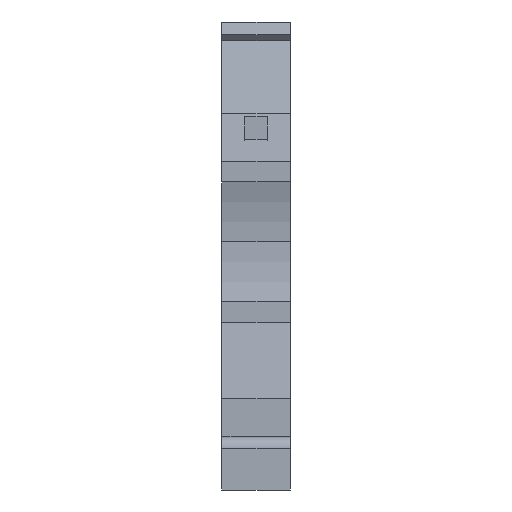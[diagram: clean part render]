
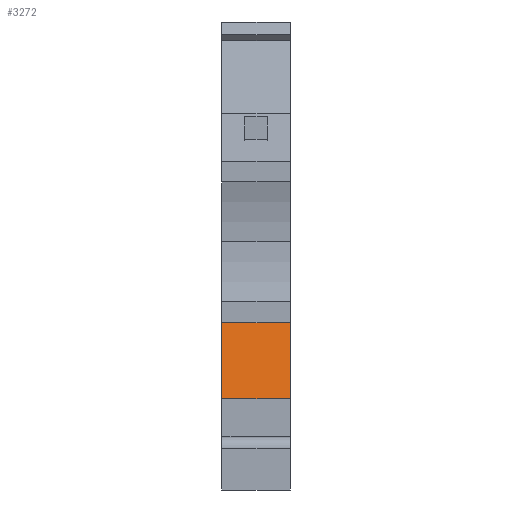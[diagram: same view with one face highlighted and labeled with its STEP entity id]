
A CAD part, front view. The second image highlights one B-rep face of the part: STEP entity #3272.
In plain terms, the highlighted face is planar.
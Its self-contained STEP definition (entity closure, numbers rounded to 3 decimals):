
#479=CARTESIAN_POINT('',(-179.709,617.746,5.475));
#480=VERTEX_POINT('',#479);
#487=CARTESIAN_POINT('',(-180.721,612.008,5.475));
#488=VERTEX_POINT('',#487);
#489=CARTESIAN_POINT('',(-180.721,612.008,5.475));
#490=DIRECTION('',(0.174,0.985,0.));
#491=VECTOR('',#490,5.827);
#492=LINE('',#489,#491);
#493=EDGE_CURVE('',#488,#480,#492,.T.);
#785=CARTESIAN_POINT('',(-180.721,612.008,0.325));
#786=VERTEX_POINT('',#785);
#793=CARTESIAN_POINT('',(-179.709,617.746,0.325));
#794=VERTEX_POINT('',#793);
#795=CARTESIAN_POINT('',(-180.721,612.008,0.325));
#796=DIRECTION('',(0.174,0.985,0.));
#797=VECTOR('',#796,5.827);
#798=LINE('',#795,#797);
#799=EDGE_CURVE('',#786,#794,#798,.T.);
#3251=CARTESIAN_POINT('',(-180.52,613.146,5.475));
#3252=DIRECTION('',(-0.985,0.174,0.));
#3253=DIRECTION('',(0.174,0.985,0.));
#3254=AXIS2_PLACEMENT_3D('',#3251,#3252,#3253);
#3255=PLANE('',#3254);
#3256=ORIENTED_EDGE('',*,*,#493,.T.);
#3257=CARTESIAN_POINT('',(-179.709,617.746,5.475));
#3258=DIRECTION('',(0.,0.,-1.));
#3259=VECTOR('',#3258,5.15);
#3260=LINE('',#3257,#3259);
#3261=EDGE_CURVE('',#480,#794,#3260,.T.);
#3262=ORIENTED_EDGE('',*,*,#3261,.T.);
#3263=ORIENTED_EDGE('',*,*,#799,.F.);
#3264=CARTESIAN_POINT('',(-180.721,612.008,0.325));
#3265=DIRECTION('',(0.,0.,1.));
#3266=VECTOR('',#3265,5.15);
#3267=LINE('',#3264,#3266);
#3268=EDGE_CURVE('',#786,#488,#3267,.T.);
#3269=ORIENTED_EDGE('',*,*,#3268,.T.);
#3270=EDGE_LOOP('',(#3256,#3262,#3263,#3269));
#3271=FACE_BOUND('',#3270,.T.);
#3272=ADVANCED_FACE('',(#3271),#3255,.T.);
